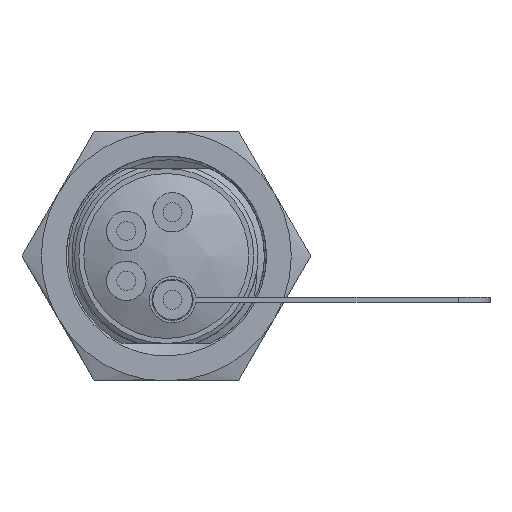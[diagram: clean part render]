
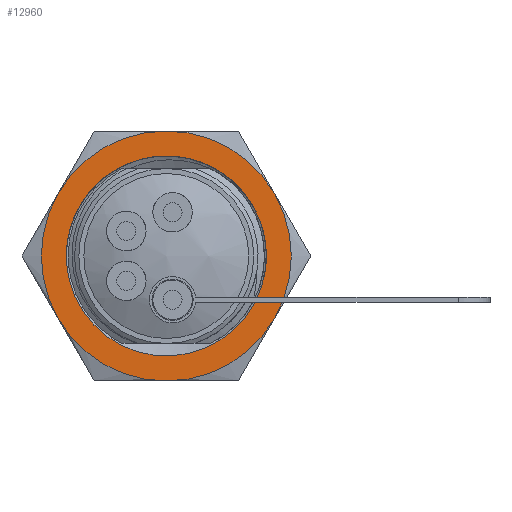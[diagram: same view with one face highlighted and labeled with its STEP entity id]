
A CAD part, left-side view. The second image highlights one B-rep face of the part: STEP entity #12960.
In plain terms, the highlighted face is planar.
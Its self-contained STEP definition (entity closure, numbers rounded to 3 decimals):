
#42 = DIRECTION ( 'NONE',  ( 1., 0., 0. ) ) ;
#657 = AXIS2_PLACEMENT_3D ( 'NONE', #39618, #21212, #2766 ) ;
#1871 = CIRCLE ( 'NONE', #38338, 5. ) ;
#2036 = DIRECTION ( 'NONE',  ( 0., 0., 1. ) ) ;
#2648 = DIRECTION ( 'NONE',  ( 0., 0., 1. ) ) ;
#2766 = DIRECTION ( 'NONE',  ( 1., 0., 0. ) ) ;
#2887 = CARTESIAN_POINT ( 'NONE',  ( -3.571, 1.803, -0.9 ) ) ;
#3183 = EDGE_CURVE ( 'NONE', #32796, #36904, #36180, .T. ) ;
#3633 = EDGE_CURVE ( 'NONE', #6576, #22513, #14707, .T. ) ;
#4586 = CARTESIAN_POINT ( 'NONE',  ( 0., 0., -0.9 ) ) ;
#5295 = CIRCLE ( 'NONE', #35951, 5. ) ;
#5445 = AXIS2_PLACEMENT_3D ( 'NONE', #4586, #26134, #7689 ) ;
#6576 = VERTEX_POINT ( 'NONE', #9219 ) ;
#6591 = DIRECTION ( 'NONE',  ( 0., 0., 1. ) ) ;
#6636 = EDGE_CURVE ( 'NONE', #8824, #20284, #5295, .T. ) ;
#6791 = CIRCLE ( 'NONE', #657, 5. ) ;
#7011 = CARTESIAN_POINT ( 'NONE',  ( -3.964, -0.751, -0.9 ) ) ;
#7689 = DIRECTION ( 'NONE',  ( 1., 0., 0. ) ) ;
#8824 = VERTEX_POINT ( 'NONE', #11906 ) ;
#9103 = FACE_OUTER_BOUND ( 'NONE', #31548, .T. ) ;
#9219 = CARTESIAN_POINT ( 'NONE',  ( -3.8, -1.25, -0.9 ) ) ;
#10032 = CIRCLE ( 'NONE', #15124, 5. ) ;
#10116 = CARTESIAN_POINT ( 'NONE',  ( -4.028, -0.225, -0.9 ) ) ;
#11045 = CARTESIAN_POINT ( 'NONE',  ( 0., 0., -0.9 ) ) ;
#11906 = CARTESIAN_POINT ( 'NONE',  ( 4.33, -2.5, -0.9 ) ) ;
#12960 = ADVANCED_FACE ( 'NONE', ( #17323, #9103 ), #17243, .F. ) ;
#13213 = CARTESIAN_POINT ( 'NONE',  ( -3.95, 0.821, -0.9 ) ) ;
#13443 = EDGE_CURVE ( 'NONE', #6576, #22513, #33591, .T. ) ;
#13626 = ORIENTED_EDGE ( 'NONE', *, *, #19339, .F. ) ;
#14587 = ORIENTED_EDGE ( 'NONE', *, *, #6636, .F. ) ;
#14674 = CARTESIAN_POINT ( 'NONE',  ( 0., 0., -0.9 ) ) ;
#14707 = B_SPLINE_CURVE_WITH_KNOTS ( 'NONE', 3,
 ( #31611, #7011, #10116, #13213, #34718, #16306 ),
 .UNSPECIFIED., .F., .F.,
 ( 4, 2, 4 ),
 ( 0., 0.002, 0.003 ),
 .UNSPECIFIED. ) ;
#14920 = CARTESIAN_POINT ( 'NONE',  ( -4.33, -2.5, -0.9 ) ) ;
#15124 = AXIS2_PLACEMENT_3D ( 'NONE', #25023, #6591, #28133 ) ;
#15536 = ORIENTED_EDGE ( 'NONE', *, *, #3633, .F. ) ;
#16059 = ORIENTED_EDGE ( 'NONE', *, *, #3183, .F. ) ;
#16306 = CARTESIAN_POINT ( 'NONE',  ( -3.571, 1.803, -0.9 ) ) ;
#17243 = PLANE ( 'NONE',  #24764 ) ;
#17323 = FACE_BOUND ( 'NONE', #35809, .T. ) ;
#17375 = DIRECTION ( 'NONE',  ( 0., 0., 1. ) ) ;
#17776 = DIRECTION ( 'NONE',  ( 1., 0., 0. ) ) ;
#18512 = DIRECTION ( 'NONE',  ( 0., 0., 1. ) ) ;
#19339 = EDGE_CURVE ( 'NONE', #36904, #31164, #10032, .T. ) ;
#20284 = VERTEX_POINT ( 'NONE', #32551 ) ;
#20488 = CARTESIAN_POINT ( 'NONE',  ( 0., 0., -0.9 ) ) ;
#21105 = CARTESIAN_POINT ( 'NONE',  ( 0., 0., -0.9 ) ) ;
#21212 = DIRECTION ( 'NONE',  ( 0., 0., 1. ) ) ;
#21788 = ORIENTED_EDGE ( 'NONE', *, *, #31143, .F. ) ;
#21792 = VERTEX_POINT ( 'NONE', #30136 ) ;
#22513 = VERTEX_POINT ( 'NONE', #2887 ) ;
#23567 = DIRECTION ( 'NONE',  ( 1., 0., 0. ) ) ;
#23723 = ORIENTED_EDGE ( 'NONE', *, *, #13443, .T. ) ;
#24179 = DIRECTION ( 'NONE',  ( 1., 0., 0. ) ) ;
#24764 = AXIS2_PLACEMENT_3D ( 'NONE', #11045, #17375, #38857 ) ;
#25023 = CARTESIAN_POINT ( 'NONE',  ( 0., 0., -0.9 ) ) ;
#26134 = DIRECTION ( 'NONE',  ( 0., 0., 1. ) ) ;
#28133 = DIRECTION ( 'NONE',  ( 1., 0., 0. ) ) ;
#30136 = CARTESIAN_POINT ( 'NONE',  ( 0., -5., -0.9 ) ) ;
#31143 = EDGE_CURVE ( 'NONE', #31164, #21792, #1871, .T. ) ;
#31164 = VERTEX_POINT ( 'NONE', #14920 ) ;
#31548 = EDGE_LOOP ( 'NONE', ( #39108, #14587, #38159, #21788, #13626, #16059 ) ) ;
#31611 = CARTESIAN_POINT ( 'NONE',  ( -3.8, -1.25, -0.9 ) ) ;
#32340 = CIRCLE ( 'NONE', #35264, 5. ) ;
#32551 = CARTESIAN_POINT ( 'NONE',  ( 4.33, 2.5, -0.9 ) ) ;
#32796 = VERTEX_POINT ( 'NONE', #37235 ) ;
#33240 = AXIS2_PLACEMENT_3D ( 'NONE', #20488, #2036, #23567 ) ;
#33591 = CIRCLE ( 'NONE', #5445, 4. ) ;
#33797 = EDGE_CURVE ( 'NONE', #20284, #32796, #6791, .T. ) ;
#34718 = CARTESIAN_POINT ( 'NONE',  ( -3.807, 1.334, -0.9 ) ) ;
#35264 = AXIS2_PLACEMENT_3D ( 'NONE', #14674, #36176, #17776 ) ;
#35809 = EDGE_LOOP ( 'NONE', ( #23723, #15536 ) ) ;
#35951 = AXIS2_PLACEMENT_3D ( 'NONE', #36892, #18512, #42 ) ;
#36176 = DIRECTION ( 'NONE',  ( 0., 0., 1. ) ) ;
#36180 = CIRCLE ( 'NONE', #33240, 5. ) ;
#36892 = CARTESIAN_POINT ( 'NONE',  ( 0., 0., -0.9 ) ) ;
#36904 = VERTEX_POINT ( 'NONE', #39103 ) ;
#37235 = CARTESIAN_POINT ( 'NONE',  ( 0., 5., -0.9 ) ) ;
#38159 = ORIENTED_EDGE ( 'NONE', *, *, #38880, .F. ) ;
#38338 = AXIS2_PLACEMENT_3D ( 'NONE', #21105, #2648, #24179 ) ;
#38857 = DIRECTION ( 'NONE',  ( 1., 0., 0. ) ) ;
#38880 = EDGE_CURVE ( 'NONE', #21792, #8824, #32340, .T. ) ;
#39103 = CARTESIAN_POINT ( 'NONE',  ( -4.33, 2.5, -0.9 ) ) ;
#39108 = ORIENTED_EDGE ( 'NONE', *, *, #33797, .F. ) ;
#39618 = CARTESIAN_POINT ( 'NONE',  ( 0., 0., -0.9 ) ) ;
